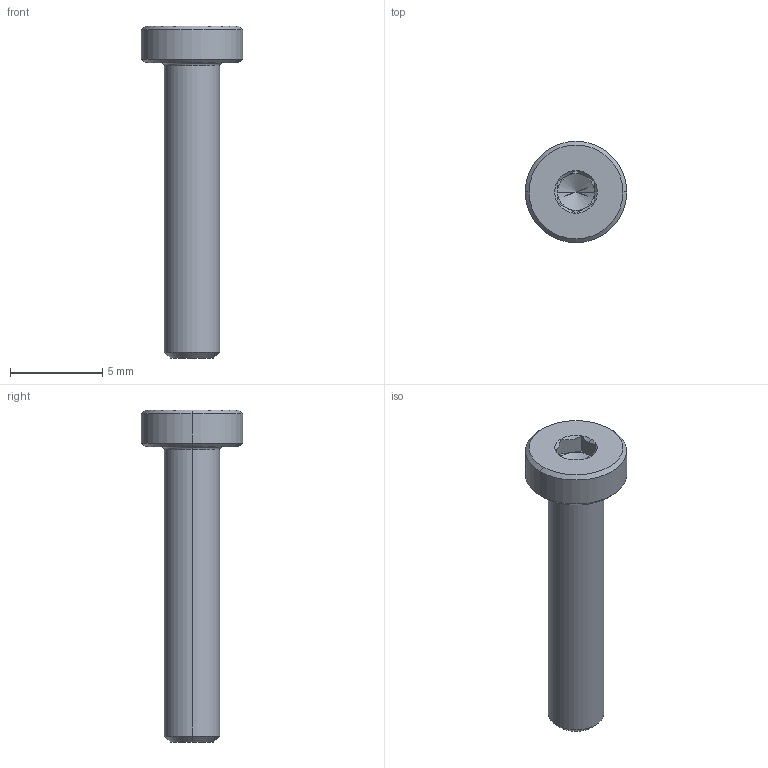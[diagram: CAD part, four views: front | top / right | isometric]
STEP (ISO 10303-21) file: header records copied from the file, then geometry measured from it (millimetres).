
FILE_DESCRIPTION(/* description */ (''),/* implementation_level */ '2;1');
FILE_NAME(/* name */ 'M3X16LHSCS-0.step',/* time_stamp */ '2024-10-22T15:17:09-04:00',/* author */ ('JVann-Robertson'),/* organization */ (''),/* preprocessor_version */ 'ST-DEVELOPER v18.1',/* originating_system */ 'AutoCAD Mechanical',/* authorisation */ '');
FILE_SCHEMA (('AUTOMOTIVE_DESIGN { 1 0 10303 214 3 1 1 }'));
Length unit declared in the file: millimetre
Products named in the file (2): Product; 92855A316_NO THREADS_18-8 Stainless Steel Low-Profile Socket Head Scr
ews
Assembly tree (1 placements, depth 2):
  Product
    92855A316_NO THREADS_18-8 Stainless Steel Low-Profile Socket Head Scr
ews
Bounding box: 5.5 x 5.5 x 18 mm (x, y, z)
Volume: 155.4 mm3; surface area: 233.1 mm2
Topology: 1 solids, 1 shells, 36 faces, 71 edges, 37 vertices
Faces by surface type: cone 15, plane 15, cylinder 4, torus 2
Entity records: 924 total; most frequent: DIRECTION 171, CARTESIAN_POINT 159, ORIENTED_EDGE 138, AXIS2_PLACEMENT_3D 70, EDGE_CURVE 69, EDGE_LOOP 38, VERTEX_POINT 37, FACE_OUTER_BOUND 36
